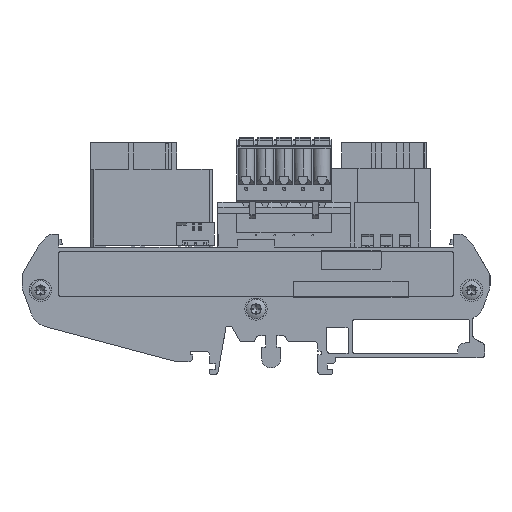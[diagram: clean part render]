
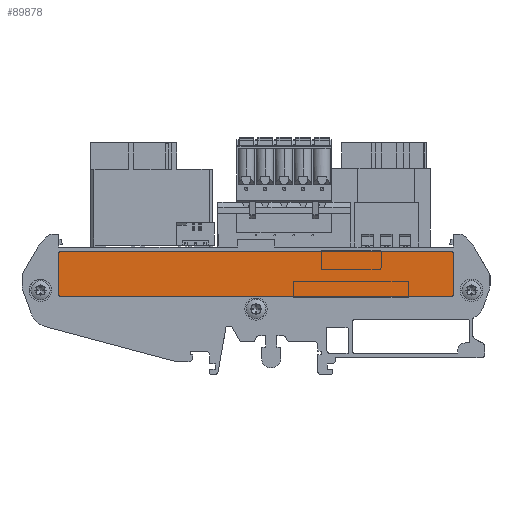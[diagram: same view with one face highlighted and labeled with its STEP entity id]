
A CAD part, left-side view. The second image highlights one B-rep face of the part: STEP entity #89878.
In plain terms, the highlighted planar face has unit normal (-1, 0, 0).
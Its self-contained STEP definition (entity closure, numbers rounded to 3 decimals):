
#4081=LINE('',#144506,#13831);
#4083=LINE('',#144510,#13833);
#4084=LINE('',#144512,#13834);
#4085=LINE('',#144516,#13835);
#13831=VECTOR('',#107060,10.48);
#13833=VECTOR('',#107064,1.1);
#13834=VECTOR('',#107065,10.48);
#13835=VECTOR('',#107068,1.1);
#23723=FACE_OUTER_BOUND('',#28576,.T.);
#28576=EDGE_LOOP('',(#62812,#62813,#62814,#62815,#62816,#62817,#62818,#62819));
#33582=CIRCLE('',#95707,0.05);
#33586=CIRCLE('',#95725,0.05);
#33587=CIRCLE('',#95726,0.05);
#33588=CIRCLE('',#95727,0.05);
#37341=VERTEX_POINT('',#144438);
#37342=VERTEX_POINT('',#144440);
#37360=VERTEX_POINT('',#144503);
#37361=VERTEX_POINT('',#144505);
#37362=VERTEX_POINT('',#144509);
#37363=VERTEX_POINT('',#144511);
#37364=VERTEX_POINT('',#144513);
#37365=VERTEX_POINT('',#144515);
#46977=EDGE_CURVE('',#37341,#37342,#33582,.T.);
#47010=EDGE_CURVE('',#37360,#37361,#4081,.T.);
#47012=EDGE_CURVE('',#37342,#37362,#4083,.T.);
#47013=EDGE_CURVE('',#37363,#37341,#4084,.T.);
#47014=EDGE_CURVE('',#37364,#37363,#33586,.T.);
#47015=EDGE_CURVE('',#37365,#37364,#4085,.T.);
#47016=EDGE_CURVE('',#37361,#37365,#33587,.T.);
#47017=EDGE_CURVE('',#37362,#37360,#33588,.T.);
#62812=ORIENTED_EDGE('',*,*,#47012,.F.);
#62813=ORIENTED_EDGE('',*,*,#46977,.F.);
#62814=ORIENTED_EDGE('',*,*,#47013,.F.);
#62815=ORIENTED_EDGE('',*,*,#47014,.F.);
#62816=ORIENTED_EDGE('',*,*,#47015,.F.);
#62817=ORIENTED_EDGE('',*,*,#47016,.F.);
#62818=ORIENTED_EDGE('',*,*,#47010,.F.);
#62819=ORIENTED_EDGE('',*,*,#47017,.F.);
#82731=PLANE('',#95724);
#89878=ADVANCED_FACE('',(#23723),#82731,.T.);
#95707=AXIS2_PLACEMENT_3D('',#144441,#106997,#106998);
#95724=AXIS2_PLACEMENT_3D('',#144508,#107062,#107063);
#95725=AXIS2_PLACEMENT_3D('',#144514,#107066,#107067);
#95726=AXIS2_PLACEMENT_3D('',#144517,#107069,#107070);
#95727=AXIS2_PLACEMENT_3D('',#144518,#107071,#107072);
#106997=DIRECTION('center_axis',(1.,0.,0.));
#106998=DIRECTION('ref_axis',(0.,-1.,0.));
#107060=DIRECTION('',(0.,1.,0.));
#107062=DIRECTION('center_axis',(-1.,0.,0.));
#107063=DIRECTION('ref_axis',(0.,-1.,0.));
#107064=DIRECTION('',(0.,0.,-1.));
#107065=DIRECTION('',(0.,-1.,0.));
#107066=DIRECTION('center_axis',(1.,0.,0.));
#107067=DIRECTION('ref_axis',(0.,-1.,0.));
#107068=DIRECTION('',(0.,0.,1.));
#107069=DIRECTION('center_axis',(1.,0.,0.));
#107070=DIRECTION('ref_axis',(0.,-1.,0.));
#107071=DIRECTION('center_axis',(1.,0.,0.));
#107072=DIRECTION('ref_axis',(0.,-1.,0.));
#144438=CARTESIAN_POINT('',(-17.526,-3.976,-3.935));
#144440=CARTESIAN_POINT('',(-17.526,-4.026,-3.985));
#144441=CARTESIAN_POINT('Origin',(-17.526,-3.976,-3.985));
#144503=CARTESIAN_POINT('',(-17.526,-3.976,-5.135));
#144505=CARTESIAN_POINT('',(-17.526,6.504,-5.135));
#144506=CARTESIAN_POINT('',(-17.526,-1.519,-5.135));
#144508=CARTESIAN_POINT('Origin',(-17.526,1.264,-6.017));
#144509=CARTESIAN_POINT('',(-17.526,-4.026,-5.085));
#144510=CARTESIAN_POINT('',(-17.526,-4.026,-6.029));
#144511=CARTESIAN_POINT('',(-17.526,6.504,-3.935));
#144512=CARTESIAN_POINT('',(-17.526,-1.519,-3.935));
#144513=CARTESIAN_POINT('',(-17.526,6.554,-3.985));
#144514=CARTESIAN_POINT('Origin',(-17.526,6.504,-3.985));
#144515=CARTESIAN_POINT('',(-17.526,6.554,-5.085));
#144516=CARTESIAN_POINT('',(-17.526,6.554,-6.029));
#144517=CARTESIAN_POINT('Origin',(-17.526,6.504,-5.085));
#144518=CARTESIAN_POINT('Origin',(-17.526,-3.976,-5.085));
